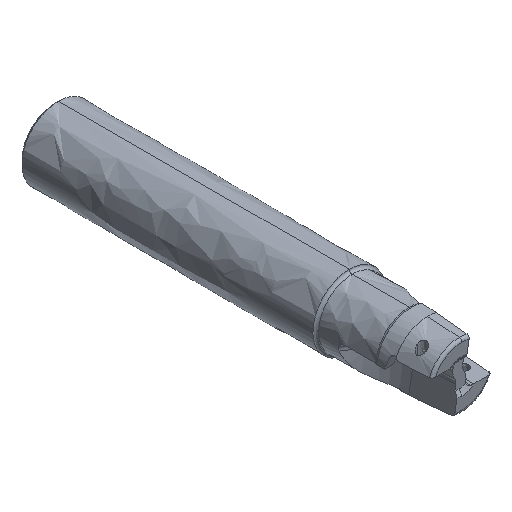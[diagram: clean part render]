
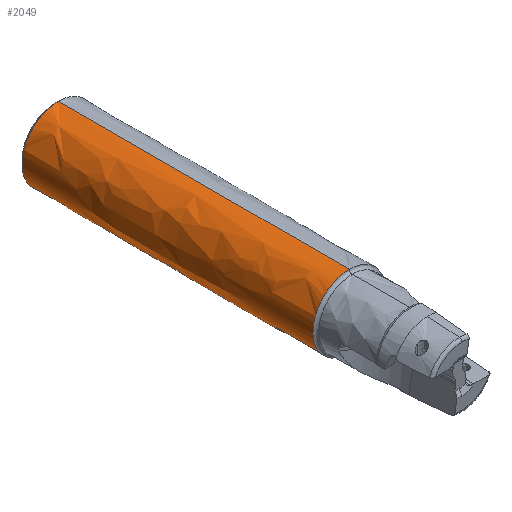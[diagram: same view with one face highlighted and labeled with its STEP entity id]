
A CAD part, isometric view. The second image highlights one B-rep face of the part: STEP entity #2049.
In plain terms, the highlighted free-form (B-spline) face has degree [2, 1] with [5, 2] control points.
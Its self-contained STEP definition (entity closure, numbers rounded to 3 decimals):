
#584 = VERTEX_POINT('',#585);
#585 = CARTESIAN_POINT('',(0.,24.517,
    7.911));
#604 = VERTEX_POINT('',#605);
#605 = CARTESIAN_POINT('',(0.,24.517,-7.911));
#611 = EDGE_CURVE('',#604,#584,#612,.T.);
#612 = ( BOUNDED_CURVE() B_SPLINE_CURVE(2,(#613,#614,#615,#616,#617),
.UNSPECIFIED.,.F.,.F.) B_SPLINE_CURVE_WITH_KNOTS((3,2,3),(3.142,
4.712,6.283),.PIECEWISE_BEZIER_KNOTS.) CURVE() 
GEOMETRIC_REPRESENTATION_ITEM() RATIONAL_B_SPLINE_CURVE((1.,
0.707,1.,0.707,1.)) REPRESENTATION_ITEM('') );
#613 = CARTESIAN_POINT('',(0.,24.517,
    -7.911));
#614 = CARTESIAN_POINT('',(-7.911,24.517,
    -7.911));
#615 = CARTESIAN_POINT('',(-7.911,24.517,
    0.));
#616 = CARTESIAN_POINT('',(-7.911,24.517,
    7.911));
#617 = CARTESIAN_POINT('',(0.,24.517,
    7.911));
#866 = VERTEX_POINT('',#867);
#867 = CARTESIAN_POINT('',(0.,87.842,
    7.911));
#873 = VERTEX_POINT('',#874);
#874 = CARTESIAN_POINT('',(0.,87.842,-7.911));
#902 = EDGE_CURVE('',#866,#584,#903,.T.);
#903 = B_SPLINE_CURVE_WITH_KNOTS('',1,(#904,#905),.UNSPECIFIED.,.F.,.F.,
  (2,2),(0.762,64.3),.PIECEWISE_BEZIER_KNOTS.);
#904 = CARTESIAN_POINT('',(0.,87.842,
    7.911));
#905 = CARTESIAN_POINT('',(0.,24.517,
    7.911));
#915 = EDGE_CURVE('',#916,#604,#918,.T.);
#916 = VERTEX_POINT('',#917);
#917 = CARTESIAN_POINT('',(0.,52.338,-7.911));
#918 = B_SPLINE_CURVE_WITH_KNOTS('',1,(#919,#920),.UNSPECIFIED.,.F.,.F.,
  (2,2),(36.386,64.3),.PIECEWISE_BEZIER_KNOTS.);
#919 = CARTESIAN_POINT('',(0.,52.338,-7.911));
#920 = CARTESIAN_POINT('',(0.,24.517,-7.911));
#939 = VERTEX_POINT('',#940);
#940 = CARTESIAN_POINT('',(0.,64.362,-7.911));
#947 = EDGE_CURVE('',#873,#939,#948,.T.);
#948 = B_SPLINE_CURVE_WITH_KNOTS('',1,(#949,#950),.UNSPECIFIED.,.F.,.F.,
  (2,2),(0.762,24.321),.PIECEWISE_BEZIER_KNOTS.);
#949 = CARTESIAN_POINT('',(0.,87.842,-7.911));
#950 = CARTESIAN_POINT('',(0.,64.362,-7.911));
#2049 = ADVANCED_FACE('',(#2050),#2087,.T.);
#2050 = FACE_BOUND('',#2051,.T.);
#2051 = EDGE_LOOP('',(#2052,#2053,#2061,#2062,#2071,#2078,#2085,#2086));
#2052 = ORIENTED_EDGE('',*,*,#902,.F.);
#2053 = ORIENTED_EDGE('',*,*,#2054,.T.);
#2054 = EDGE_CURVE('',#866,#873,#2055,.T.);
#2055 = ( BOUNDED_CURVE() B_SPLINE_CURVE(2,(#2056,#2057,#2058,#2059,
#2060),.UNSPECIFIED.,.F.,.F.) B_SPLINE_CURVE_WITH_KNOTS((3,2,3),(0.,
1.571,3.142),.PIECEWISE_BEZIER_KNOTS.) CURVE() 
GEOMETRIC_REPRESENTATION_ITEM() RATIONAL_B_SPLINE_CURVE((1.,
0.707,1.,0.707,1.)) REPRESENTATION_ITEM('') );
#2056 = CARTESIAN_POINT('',(0.,87.842,7.911));
#2057 = CARTESIAN_POINT('',(-7.911,87.842,
    7.911));
#2058 = CARTESIAN_POINT('',(-7.911,87.842,
    0.));
#2059 = CARTESIAN_POINT('',(-7.911,87.842,
    -7.911));
#2060 = CARTESIAN_POINT('',(0.,87.842,
    -7.911));
#2061 = ORIENTED_EDGE('',*,*,#947,.T.);
#2062 = ORIENTED_EDGE('',*,*,#2063,.T.);
#2063 = EDGE_CURVE('',#939,#2064,#2066,.T.);
#2064 = VERTEX_POINT('',#2065);
#2065 = CARTESIAN_POINT('',(-2.215,64.046,
    -7.594));
#2066 = ( BOUNDED_CURVE() B_SPLINE_CURVE(3,(#2067,#2068,#2069,#2070),
.UNSPECIFIED.,.F.,.F.) B_SPLINE_CURVE_WITH_KNOTS((4,4),(3.142,
3.425),.PIECEWISE_BEZIER_KNOTS.) CURVE() 
GEOMETRIC_REPRESENTATION_ITEM() RATIONAL_B_SPLINE_CURVE((1.,
0.993,0.993,1.)) REPRESENTATION_ITEM('') );
#2067 = CARTESIAN_POINT('',(0.,64.362,-7.911));
#2068 = CARTESIAN_POINT('',(-0.751,64.362,
    -7.911));
#2069 = CARTESIAN_POINT('',(-1.494,64.256,
    -7.805));
#2070 = CARTESIAN_POINT('',(-2.215,64.046,
    -7.594));
#2071 = ORIENTED_EDGE('',*,*,#2072,.T.);
#2072 = EDGE_CURVE('',#2064,#2073,#2075,.T.);
#2073 = VERTEX_POINT('',#2074);
#2074 = CARTESIAN_POINT('',(-2.215,52.654,
    -7.594));
#2075 = B_SPLINE_CURVE_WITH_KNOTS('',1,(#2076,#2077),.UNSPECIFIED.,.F.,
  .F.,(2,2),(24.638,36.068),.PIECEWISE_BEZIER_KNOTS.);
#2076 = CARTESIAN_POINT('',(-2.215,64.046,
    -7.594));
#2077 = CARTESIAN_POINT('',(-2.215,52.654,
    -7.594));
#2078 = ORIENTED_EDGE('',*,*,#2079,.T.);
#2079 = EDGE_CURVE('',#2073,#916,#2080,.T.);
#2080 = ( BOUNDED_CURVE() B_SPLINE_CURVE(3,(#2081,#2082,#2083,#2084),
.UNSPECIFIED.,.F.,.F.) B_SPLINE_CURVE_WITH_KNOTS((4,4),(5.999,
6.283),.PIECEWISE_BEZIER_KNOTS.) CURVE() 
GEOMETRIC_REPRESENTATION_ITEM() RATIONAL_B_SPLINE_CURVE((1.,
0.993,0.993,1.)) REPRESENTATION_ITEM('') );
#2081 = CARTESIAN_POINT('',(-2.215,52.654,
    -7.594));
#2082 = CARTESIAN_POINT('',(-1.494,52.444,
    -7.805));
#2083 = CARTESIAN_POINT('',(-0.751,52.338,
    -7.911));
#2084 = CARTESIAN_POINT('',(0.,52.338,-7.911));
#2085 = ORIENTED_EDGE('',*,*,#915,.T.);
#2086 = ORIENTED_EDGE('',*,*,#611,.T.);
#2087 = ( BOUNDED_SURFACE() B_SPLINE_SURFACE(2,1,(
    (#2088,#2089)
    ,(#2090,#2091)
    ,(#2092,#2093)
    ,(#2094,#2095)
    ,(#2096,#2097
)),.UNSPECIFIED.,.F.,.F.,.F.) B_SPLINE_SURFACE_WITH_KNOTS((3,2,3),(2,2),
  (3.142,4.712,6.283),(0.762,64.3),
.PIECEWISE_BEZIER_KNOTS.) GEOMETRIC_REPRESENTATION_ITEM() 
RATIONAL_B_SPLINE_SURFACE((
    (1.,1.)
    ,(0.707,0.707)
    ,(1.,1.)
    ,(0.707,0.707)
,(1.,1.))) REPRESENTATION_ITEM('') SURFACE() );
#2088 = CARTESIAN_POINT('',(0.,87.842,
    7.911));
#2089 = CARTESIAN_POINT('',(0.,24.517,
    7.911));
#2090 = CARTESIAN_POINT('',(-7.911,87.842,
    7.911));
#2091 = CARTESIAN_POINT('',(-7.911,24.517,
    7.911));
#2092 = CARTESIAN_POINT('',(-7.911,87.842,
    0.));
#2093 = CARTESIAN_POINT('',(-7.911,24.517,
    0.));
#2094 = CARTESIAN_POINT('',(-7.911,87.842,
    -7.911));
#2095 = CARTESIAN_POINT('',(-7.911,24.517,
    -7.911));
#2096 = CARTESIAN_POINT('',(0.,87.842,
    -7.911));
#2097 = CARTESIAN_POINT('',(0.,24.517,
    -7.911));
